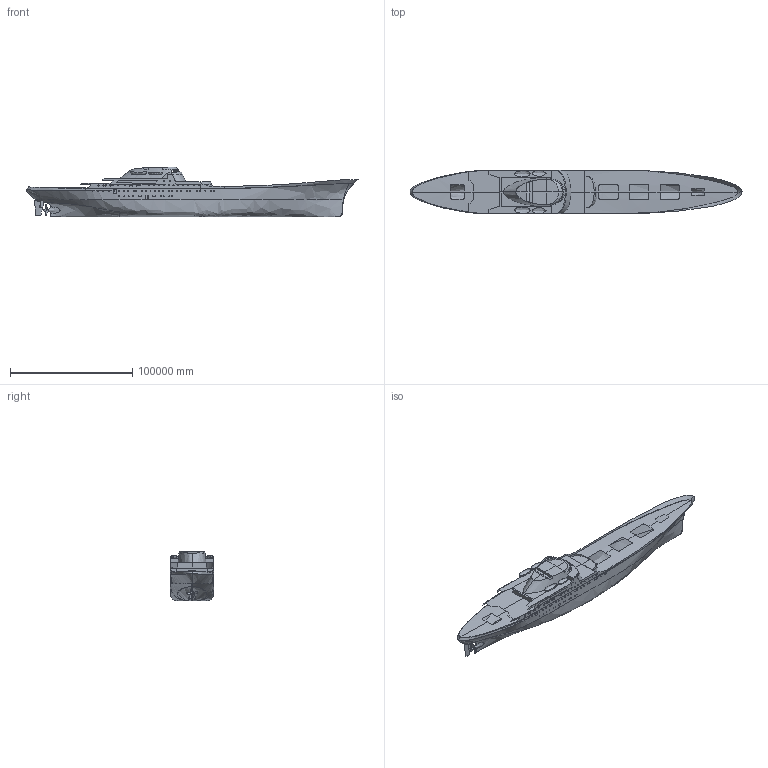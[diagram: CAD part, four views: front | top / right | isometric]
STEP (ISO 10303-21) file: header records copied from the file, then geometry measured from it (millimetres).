
FILE_DESCRIPTION(('FreeCAD Model'),'2;1');
FILE_NAME('Open CASCADE Shape Model','2025-05-03T13:04:29',('FreeCAD'),( 'FreeCAD'),'Open CASCADE STEP processor 7.6','FreeCAD','Unknown');
FILE_SCHEMA(('AUTOMOTIVE_DESIGN { 1 0 10303 214 1 1 1 1 }'));
Products named in the file (1): Open CASCADE STEP translator 7.6 1
Bounding box: 271149 x 35539.39 x 40771.72 mm (x, y, z)
Surface area: 34861604117.1 mm2 (no closed solid volume)
Topology: 0 solids, 87 shells, 87 faces, 3091 edges, 4168 vertices
Faces by surface type: bspline 87
Entity records: 33840 total; most frequent: CARTESIAN_POINT 22880, B_SPLINE_CURVE_WITH_KNOTS 2560, ORIENTED_EDGE 2013, EDGE_CURVE 2012, VERTEX_POINT 2012, TRIMMED_CURVE 1078, GEOMETRIC_CURVE_SET 481, FACE_BOUND 221
